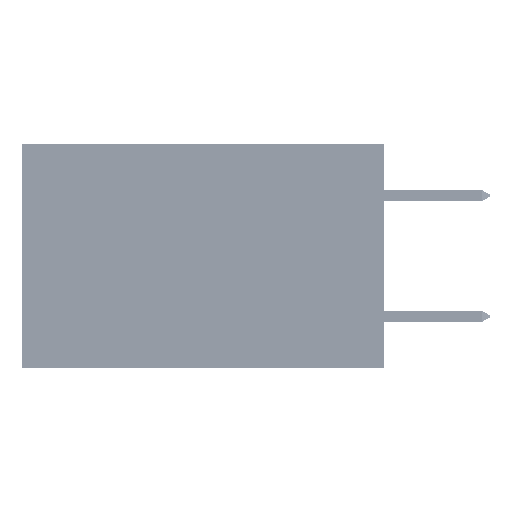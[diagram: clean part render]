
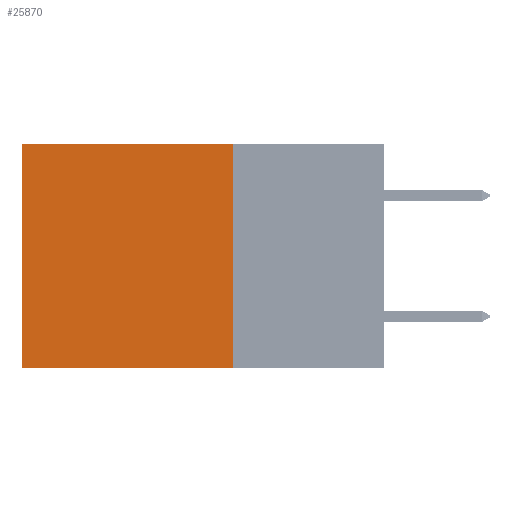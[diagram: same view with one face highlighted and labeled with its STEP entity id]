
A CAD part, left-side view. The second image highlights one B-rep face of the part: STEP entity #25870.
In plain terms, the highlighted planar face has unit normal (-1, 0, 0).
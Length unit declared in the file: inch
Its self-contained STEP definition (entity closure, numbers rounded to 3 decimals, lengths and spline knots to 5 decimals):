
#4480 = EDGE_CURVE ( 'NONE', #30573, #35200, #28973, .T. ) ;
#4538 = EDGE_CURVE ( 'NONE', #35200, #10361, #39186, .T. ) ;
#6035 = VECTOR ( 'NONE', #39096, 39.37008 ) ;
#6805 = CARTESIAN_POINT ( 'NONE',  ( 0.2875, 0.25, 0. ) ) ;
#6992 = EDGE_CURVE ( 'NONE', #11327, #10361, #15408, .T. ) ;
#7575 = AXIS2_PLACEMENT_3D ( 'NONE', #6805, #10145, #21223 ) ;
#10145 = DIRECTION ( 'NONE',  ( 1., 0., 0. ) ) ;
#10361 = VERTEX_POINT ( 'NONE', #46363 ) ;
#11327 = VERTEX_POINT ( 'NONE', #38404 ) ;
#13527 = DIRECTION ( 'NONE',  ( 0., 1., 0. ) ) ;
#14000 = CARTESIAN_POINT ( 'NONE',  ( 0.2875, 0.25, 0. ) ) ;
#15408 = LINE ( 'NONE', #17076, #46262 ) ;
#16747 = ORIENTED_EDGE ( 'NONE', *, *, #6992, .F. ) ;
#17076 = CARTESIAN_POINT ( 'NONE',  ( 0.2875, 0.25, -0.37 ) ) ;
#17126 = CARTESIAN_POINT ( 'NONE',  ( 0.2875, 0.25, 0. ) ) ;
#17660 = FACE_OUTER_BOUND ( 'NONE', #21499, .T. ) ;
#17878 = ORIENTED_EDGE ( 'NONE', *, *, #4538, .T. ) ;
#21223 = DIRECTION ( 'NONE',  ( 0., 0., -1. ) ) ;
#21288 = ORIENTED_EDGE ( 'NONE', *, *, #32872, .F. ) ;
#21499 = EDGE_LOOP ( 'NONE', ( #17878, #16747, #21288, #36012 ) ) ;
#21618 = CARTESIAN_POINT ( 'NONE',  ( 0.2875, 0.6, 0. ) ) ;
#25870 = ADVANCED_FACE ( 'NONE', ( #17660 ), #39875, .F. ) ;
#28057 = VECTOR ( 'NONE', #31814, 39.37008 ) ;
#28973 = LINE ( 'NONE', #14000, #6035 ) ;
#29225 = LINE ( 'NONE', #32282, #28057 ) ;
#30573 = VERTEX_POINT ( 'NONE', #17126 ) ;
#31814 = DIRECTION ( 'NONE',  ( 0., 0., -1. ) ) ;
#32282 = CARTESIAN_POINT ( 'NONE',  ( 0.2875, 0.25, 0. ) ) ;
#32872 = EDGE_CURVE ( 'NONE', #30573, #11327, #29225, .T. ) ;
#35200 = VERTEX_POINT ( 'NONE', #40963 ) ;
#36012 = ORIENTED_EDGE ( 'NONE', *, *, #4480, .T. ) ;
#36586 = DIRECTION ( 'NONE',  ( 0., 0., -1. ) ) ;
#37485 = VECTOR ( 'NONE', #36586, 39.37008 ) ;
#38404 = CARTESIAN_POINT ( 'NONE',  ( 0.2875, 0.25, -0.37 ) ) ;
#39096 = DIRECTION ( 'NONE',  ( 0., 1., 0. ) ) ;
#39186 = LINE ( 'NONE', #21618, #37485 ) ;
#39875 = PLANE ( 'NONE',  #7575 ) ;
#40963 = CARTESIAN_POINT ( 'NONE',  ( 0.2875, 0.6, 0. ) ) ;
#46262 = VECTOR ( 'NONE', #13527, 39.37008 ) ;
#46363 = CARTESIAN_POINT ( 'NONE',  ( 0.2875, 0.6, -0.37 ) ) ;
